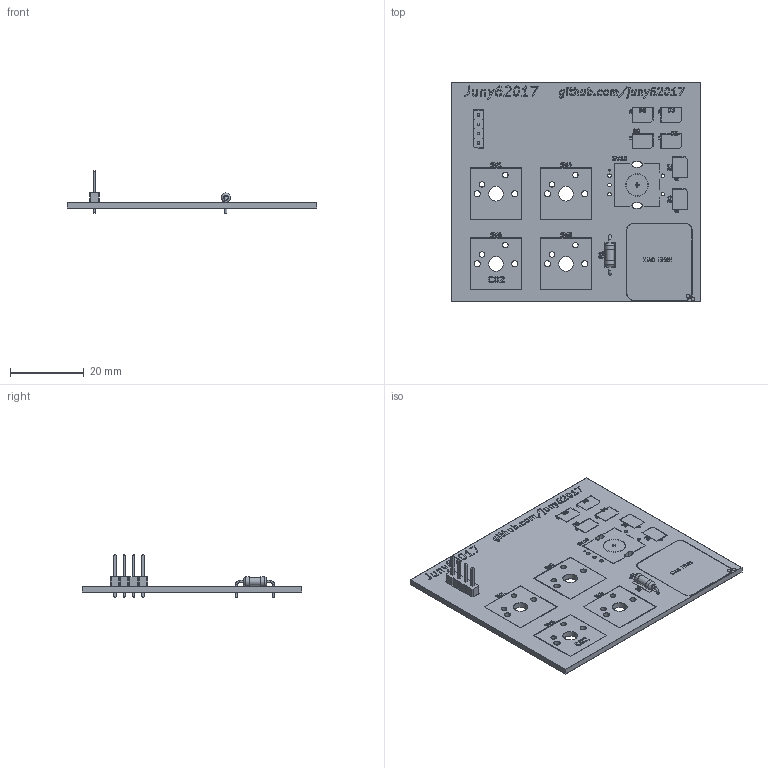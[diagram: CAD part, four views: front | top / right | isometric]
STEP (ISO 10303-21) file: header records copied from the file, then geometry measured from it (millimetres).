
FILE_DESCRIPTION(('KiCad electronic assembly'),'2;1');
FILE_NAME('hackpad.step','2026-02-11T16:41:56',('Pcbnew'),('Kicad'), 'Open CASCADE STEP processor 7.9','KiCad to STEP converter','Unknown' );
FILE_SCHEMA(('AUTOMOTIVE_DESIGN { 1 0 10303 214 1 1 1 1 }'));
Length unit declared in the file: millimetre
Products named in the file (7): hackpad 1; PinHeader_1x04_P2.54mm_Vertical; R_Axial_DIN0207_L6.3mm_D2.5mm_P10.16mm_Horizontal; Jayant co2 Hackpad_silkscreen; Jayant co2 Hackpad_soldermask; Jayant co2 Hackpad_PCB
Assembly tree (6 placements, depth 2):
  hackpad 1
    PinHeader_1x04_P2.54mm_Vertical
    R_Axial_DIN0207_L6.3mm_D2.5mm_P10.16mm_Horizontal
    Jayant co2 Hackpad_silkscreen
    Jayant co2 Hackpad_soldermask
    Jayant co2 Hackpad_soldermask
    Jayant co2 Hackpad_PCB
Bounding box: 67.94 x 59.69 x 11.54 mm (x, y, z)
Volume: 6084.8 mm3; surface area: 16889.7 mm2
Topology: 3 solids, 104 shells, 263 faces, 2421 edges, 2277 vertices
Faces by surface type: plane 217, cylinder 42, torus 4
Full cylindrical faces by diameter (mm): 0.6 x4, 0.8 x2, 1 x9, 1.5 x8, 1.7 x8, 2.25 x1, 2.5 x2, 4 x4
Entity records: 24612 total; most frequent: CARTESIAN_POINT 4968, DIRECTION 3547, ORIENTED_EDGE 2815, EDGE_CURVE 2421, VERTEX_POINT 2277, LINE 1835, VECTOR 1835, AXIS2_PLACEMENT_3D 856
